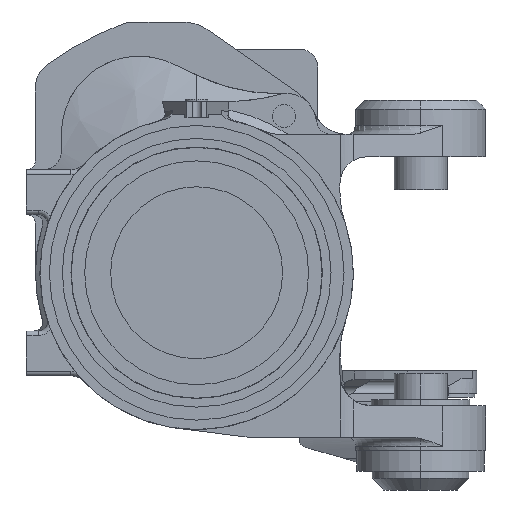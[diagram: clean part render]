
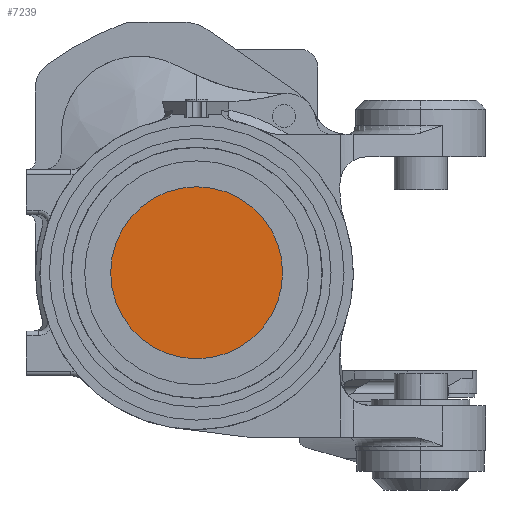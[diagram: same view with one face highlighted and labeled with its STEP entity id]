
A CAD part, left-side view. The second image highlights one B-rep face of the part: STEP entity #7239.
In plain terms, the highlighted planar face has unit normal (-1, 0, 0).
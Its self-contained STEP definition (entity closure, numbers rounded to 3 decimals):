
#1473 = DIRECTION ( 'NONE',  ( 1., 0., 0. ) ) ;
#1795 = ORIENTED_EDGE ( 'NONE', *, *, #10428, .F. ) ;
#2123 = CARTESIAN_POINT ( 'NONE',  ( 0., 0., 96. ) ) ;
#2421 = DIRECTION ( 'NONE',  ( 0., 0., -1. ) ) ;
#2570 = DIRECTION ( 'NONE',  ( 1., 0., 0. ) ) ;
#2654 = CARTESIAN_POINT ( 'NONE',  ( 0., 0., 0. ) ) ;
#2732 = VERTEX_POINT ( 'NONE', #2123 ) ;
#3158 = VERTEX_POINT ( 'NONE', #5975 ) ;
#3858 = CARTESIAN_POINT ( 'NONE',  ( 0., 125., 0. ) ) ;
#3930 = AXIS2_PLACEMENT_3D ( 'NONE', #3858, #1473, #14218 ) ;
#4269 = DIRECTION ( 'NONE',  ( 0., 0., -1. ) ) ;
#4642 = ORIENTED_EDGE ( 'NONE', *, *, #7539, .F. ) ;
#5975 = CARTESIAN_POINT ( 'NONE',  ( 0., 0., -96. ) ) ;
#6241 = FACE_OUTER_BOUND ( 'NONE', #9231, .T. ) ;
#7239 = ADVANCED_FACE ( 'NONE', ( #6241 ), #11067, .F. ) ;
#7539 = EDGE_CURVE ( 'NONE', #3158, #2732, #11773, .T. ) ;
#8778 = CARTESIAN_POINT ( 'NONE',  ( 0., 0., 0. ) ) ;
#9231 = EDGE_LOOP ( 'NONE', ( #4642, #1795 ) ) ;
#10232 = AXIS2_PLACEMENT_3D ( 'NONE', #8778, #12653, #4269 ) ;
#10428 = EDGE_CURVE ( 'NONE', #2732, #3158, #11556, .T. ) ;
#11067 = PLANE ( 'NONE',  #3930 ) ;
#11556 = CIRCLE ( 'NONE', #13075, 96. ) ;
#11773 = CIRCLE ( 'NONE', #10232, 96. ) ;
#12653 = DIRECTION ( 'NONE',  ( 1., 0., 0. ) ) ;
#13075 = AXIS2_PLACEMENT_3D ( 'NONE', #2654, #2570, #2421 ) ;
#14218 = DIRECTION ( 'NONE',  ( 0., 1., 0. ) ) ;
